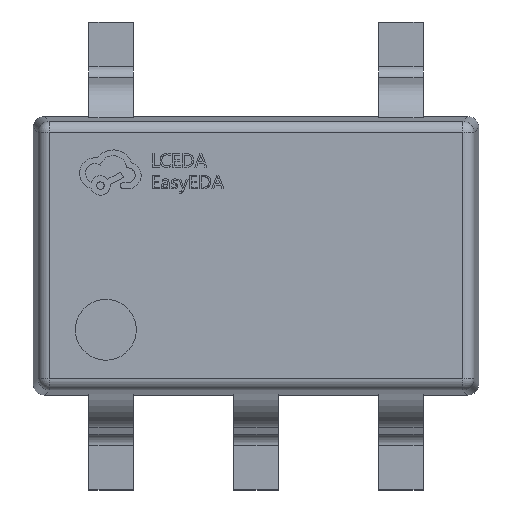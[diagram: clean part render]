
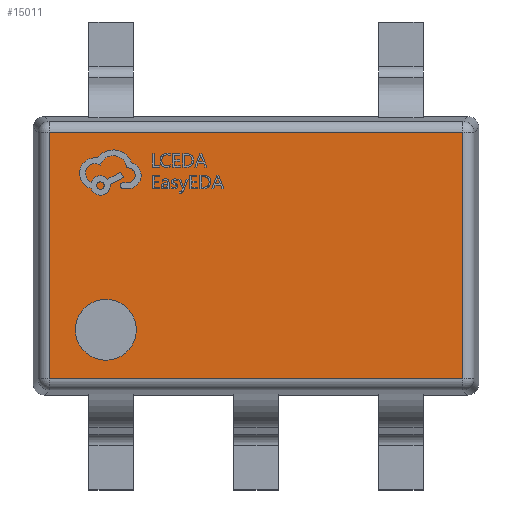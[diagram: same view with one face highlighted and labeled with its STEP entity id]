
A CAD part, top view. The second image highlights one B-rep face of the part: STEP entity #15011.
In plain terms, the highlighted planar face has unit normal (0, 0, 1).
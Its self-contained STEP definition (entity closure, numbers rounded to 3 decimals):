
#311 = CARTESIAN_POINT ( 'NONE',  ( 0.928, 0.553, 0.3 ) ) ;
#734 = CARTESIAN_POINT ( 'NONE',  ( -0.674, -0.333, 0.3 ) ) ;
#870 = CARTESIAN_POINT ( 'NONE',  ( -0.674, -0.333, 0.3 ) ) ;
#989 = CARTESIAN_POINT ( 'NONE',  ( -0.537, -0.333, 0.3 ) ) ;
#1658 = EDGE_LOOP ( 'NONE', ( #7130, #10772 ) ) ;
#1819 = ORIENTED_EDGE ( 'NONE', *, *, #15822, .T. ) ;
#1862 = LINE ( 'NONE', #4981, #3200 ) ;
#2033 = EDGE_CURVE ( 'NONE', #8641, #14362, #18546, .T. ) ;
#2641 = EDGE_LOOP ( 'NONE', ( #6993, #15310, #1819, #4551 ) ) ;
#2852 = EDGE_CURVE ( 'NONE', #17993, #5732, #7482, .T. ) ;
#3099 = DIRECTION ( 'NONE',  ( 0., 0., 1. ) ) ;
#3196 = FACE_OUTER_BOUND ( 'NONE', #2641, .T. ) ;
#3200 = VECTOR ( 'NONE', #3554, 1000. ) ;
#3554 = DIRECTION ( 'NONE',  ( -1., 0., 0. ) ) ;
#3793 = DIRECTION ( 'NONE',  ( 1., 0., 0. ) ) ;
#4551 = ORIENTED_EDGE ( 'NONE', *, *, #2033, .T. ) ;
#4981 = CARTESIAN_POINT ( 'NONE',  ( -0.974, 0.553, 0.3 ) ) ;
#5010 = CARTESIAN_POINT ( 'NONE',  ( 0.928, -0.553, 0.3 ) ) ;
#5391 = LINE ( 'NONE', #11178, #17851 ) ;
#5666 = CARTESIAN_POINT ( 'NONE',  ( -0.928, -0.599, 0.3 ) ) ;
#5732 = VERTEX_POINT ( 'NONE', #311 ) ;
#6159 = PLANE ( 'NONE',  #6650 ) ;
#6650 = AXIS2_PLACEMENT_3D ( 'NONE', #10314, #3099, #14881 ) ;
#6993 = ORIENTED_EDGE ( 'NONE', *, *, #16830, .T. ) ;
#7130 = ORIENTED_EDGE ( 'NONE', *, *, #16648, .F. ) ;
#7482 = LINE ( 'NONE', #11739, #9500 ) ;
#8362 = DIRECTION ( 'NONE',  ( 0., 0., 1. ) ) ;
#8641 = VERTEX_POINT ( 'NONE', #17518 ) ;
#9451 = DIRECTION ( 'NONE',  ( 1., 0., 0. ) ) ;
#9500 = VECTOR ( 'NONE', #13365, 1000. ) ;
#9568 = AXIS2_PLACEMENT_3D ( 'NONE', #734, #17858, #9451 ) ;
#10314 = CARTESIAN_POINT ( 'NONE',  ( 0., 0., 0.3 ) ) ;
#10678 = CARTESIAN_POINT ( 'NONE',  ( -0.81, -0.333, 0.3 ) ) ;
#10772 = ORIENTED_EDGE ( 'NONE', *, *, #15784, .F. ) ;
#11178 = CARTESIAN_POINT ( 'NONE',  ( 0.974, -0.553, 0.3 ) ) ;
#11455 = DIRECTION ( 'NONE',  ( 0., -1., 0. ) ) ;
#11598 = VECTOR ( 'NONE', #11455, 1000. ) ;
#11739 = CARTESIAN_POINT ( 'NONE',  ( 0.928, 0.599, 0.3 ) ) ;
#12483 = VERTEX_POINT ( 'NONE', #989 ) ;
#13240 = VERTEX_POINT ( 'NONE', #10678 ) ;
#13365 = DIRECTION ( 'NONE',  ( 0., 1., 0. ) ) ;
#13374 = FACE_BOUND ( 'NONE', #1658, .T. ) ;
#14362 = VERTEX_POINT ( 'NONE', #16506 ) ;
#14881 = DIRECTION ( 'NONE',  ( 1., 0., 0. ) ) ;
#15011 = ADVANCED_FACE ( 'NONE', ( #3196, #13374 ), #6159, .T. ) ;
#15173 = DIRECTION ( 'NONE',  ( 1., 0., 0. ) ) ;
#15310 = ORIENTED_EDGE ( 'NONE', *, *, #2852, .T. ) ;
#15648 = CIRCLE ( 'NONE', #9568, 0.137 ) ;
#15675 = CIRCLE ( 'NONE', #18143, 0.137 ) ;
#15784 = EDGE_CURVE ( 'NONE', #13240, #12483, #15648, .T. ) ;
#15822 = EDGE_CURVE ( 'NONE', #5732, #8641, #1862, .T. ) ;
#16506 = CARTESIAN_POINT ( 'NONE',  ( -0.928, -0.553, 0.3 ) ) ;
#16648 = EDGE_CURVE ( 'NONE', #12483, #13240, #15675, .T. ) ;
#16830 = EDGE_CURVE ( 'NONE', #14362, #17993, #5391, .T. ) ;
#17518 = CARTESIAN_POINT ( 'NONE',  ( -0.928, 0.553, 0.3 ) ) ;
#17851 = VECTOR ( 'NONE', #15173, 1000. ) ;
#17858 = DIRECTION ( 'NONE',  ( 0., 0., 1. ) ) ;
#17993 = VERTEX_POINT ( 'NONE', #5010 ) ;
#18143 = AXIS2_PLACEMENT_3D ( 'NONE', #870, #8362, #3793 ) ;
#18546 = LINE ( 'NONE', #5666, #11598 ) ;
